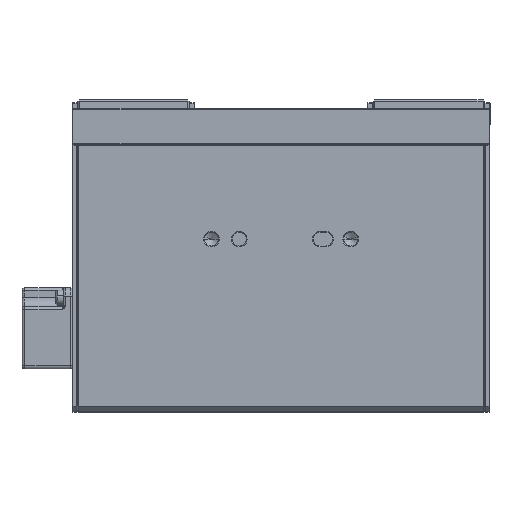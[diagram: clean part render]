
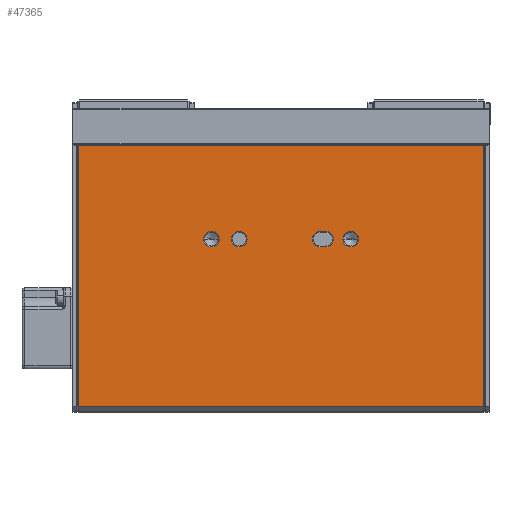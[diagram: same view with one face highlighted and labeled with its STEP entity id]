
A CAD part, top view. The second image highlights one B-rep face of the part: STEP entity #47365.
In plain terms, the highlighted planar face has unit normal (0, 0, 1).
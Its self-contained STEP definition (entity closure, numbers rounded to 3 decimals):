
#168 = EDGE_CURVE ( 'NONE', #45808, #6070, #7085, .T. ) ;
#284 = VERTEX_POINT ( 'NONE', #31440 ) ;
#314 = DIRECTION ( 'NONE',  ( 0., 0., -1. ) ) ;
#554 = VERTEX_POINT ( 'NONE', #37618 ) ;
#1936 = ORIENTED_EDGE ( 'NONE', *, *, #2609, .T. ) ;
#2609 = EDGE_CURVE ( 'NONE', #28575, #32011, #42673, .T. ) ;
#2665 = CARTESIAN_POINT ( 'NONE',  ( -25., 14., 25. ) ) ;
#3024 = CARTESIAN_POINT ( 'NONE',  ( 16., 14., 25. ) ) ;
#3868 = DIRECTION ( 'NONE',  ( -1., 0., 0. ) ) ;
#4062 = CARTESIAN_POINT ( 'NONE',  ( -17.8, 14., 25. ) ) ;
#4221 = CIRCLE ( 'NONE', #50367, 2.8 ) ;
#5069 = CARTESIAN_POINT ( 'NONE',  ( 73., -46., 25. ) ) ;
#5241 = EDGE_LOOP ( 'NONE', ( #42272, #28724 ) ) ;
#5259 = CARTESIAN_POINT ( 'NONE',  ( 72.7, -46., 25. ) ) ;
#5667 = ORIENTED_EDGE ( 'NONE', *, *, #12846, .T. ) ;
#6070 = VERTEX_POINT ( 'NONE', #10418 ) ;
#6168 = EDGE_CURVE ( 'NONE', #284, #554, #13678, .T. ) ;
#6621 = CARTESIAN_POINT ( 'NONE',  ( 72.7, 48., 25. ) ) ;
#7008 = AXIS2_PLACEMENT_3D ( 'NONE', #11395, #42857, #7538 ) ;
#7085 = CIRCLE ( 'NONE', #44165, 2.8 ) ;
#7323 = VERTEX_POINT ( 'NONE', #4062 ) ;
#7538 = DIRECTION ( 'NONE',  ( -1., 0., 0. ) ) ;
#7747 = CARTESIAN_POINT ( 'NONE',  ( 25., 14., 25. ) ) ;
#8001 = DIRECTION ( 'NONE',  ( 0., 0., -1. ) ) ;
#8145 = DIRECTION ( 'NONE',  ( -1., 0., 0. ) ) ;
#8146 = ORIENTED_EDGE ( 'NONE', *, *, #18335, .T. ) ;
#8412 = LINE ( 'NONE', #5069, #32271 ) ;
#9197 = CARTESIAN_POINT ( 'NONE',  ( 18.8, 14., 25. ) ) ;
#9379 = EDGE_CURVE ( 'NONE', #31311, #28575, #8412, .T. ) ;
#9772 = FACE_BOUND ( 'NONE', #35126, .T. ) ;
#10418 = CARTESIAN_POINT ( 'NONE',  ( 14., 16.8, 25. ) ) ;
#11042 = ORIENTED_EDGE ( 'NONE', *, *, #21941, .T. ) ;
#11139 = DIRECTION ( 'NONE',  ( -1., 0., 0. ) ) ;
#11216 = ORIENTED_EDGE ( 'NONE', *, *, #30040, .T. ) ;
#11281 = EDGE_CURVE ( 'NONE', #32901, #45808, #22628, .T. ) ;
#11395 = CARTESIAN_POINT ( 'NONE',  ( 25., 14., 25. ) ) ;
#11664 = DIRECTION ( 'NONE',  ( -1., 0., 0. ) ) ;
#12187 = CARTESIAN_POINT ( 'NONE',  ( -12.2, 14., 25. ) ) ;
#12819 = ORIENTED_EDGE ( 'NONE', *, *, #9379, .T. ) ;
#12846 = EDGE_CURVE ( 'NONE', #32011, #48703, #37346, .T. ) ;
#12857 = AXIS2_PLACEMENT_3D ( 'NONE', #38485, #314, #11664 ) ;
#13040 = VECTOR ( 'NONE', #22333, 1000. ) ;
#13387 = CARTESIAN_POINT ( 'NONE',  ( 73., 48., 25. ) ) ;
#13678 = CIRCLE ( 'NONE', #12857, 2.8 ) ;
#14145 = DIRECTION ( 'NONE',  ( -1., 0., 0. ) ) ;
#14153 = EDGE_CURVE ( 'NONE', #7323, #27007, #4221, .T. ) ;
#14495 = VERTEX_POINT ( 'NONE', #9197 ) ;
#14538 = EDGE_LOOP ( 'NONE', ( #35530, #11042 ) ) ;
#14798 = CARTESIAN_POINT ( 'NONE',  ( 16., 11.2, 25. ) ) ;
#15509 = CARTESIAN_POINT ( 'NONE',  ( -72.7, -46., 25. ) ) ;
#15947 = CARTESIAN_POINT ( 'NONE',  ( 14., 11.2, 25. ) ) ;
#16459 = AXIS2_PLACEMENT_3D ( 'NONE', #13387, #22116, #37849 ) ;
#16515 = AXIS2_PLACEMENT_3D ( 'NONE', #26791, #42015, #50769 ) ;
#16932 = DIRECTION ( 'NONE',  ( 1., 0., 0. ) ) ;
#16979 = EDGE_CURVE ( 'NONE', #14495, #32901, #38714, .T. ) ;
#18335 = EDGE_CURVE ( 'NONE', #554, #284, #23192, .T. ) ;
#18597 = DIRECTION ( 'NONE',  ( 1., 0., 0. ) ) ;
#19402 = EDGE_LOOP ( 'NONE', ( #22623, #11216, #40001, #24046, #33760 ) ) ;
#19764 = DIRECTION ( 'NONE',  ( 0., -1., 0. ) ) ;
#20049 = DIRECTION ( 'NONE',  ( -1., 0., 0. ) ) ;
#21135 = FACE_BOUND ( 'NONE', #5241, .T. ) ;
#21941 = EDGE_CURVE ( 'NONE', #27791, #31562, #33362, .T. ) ;
#22107 = DIRECTION ( 'NONE',  ( -1., 0., 0. ) ) ;
#22116 = DIRECTION ( 'NONE',  ( 0., 0., -1. ) ) ;
#22333 = DIRECTION ( 'NONE',  ( 0., 1., 0. ) ) ;
#22372 = DIRECTION ( 'NONE',  ( -1., 0., 0. ) ) ;
#22459 = CARTESIAN_POINT ( 'NONE',  ( 73., 16.8, 25. ) ) ;
#22623 = ORIENTED_EDGE ( 'NONE', *, *, #32575, .T. ) ;
#22624 = CARTESIAN_POINT ( 'NONE',  ( -15., 14., 25. ) ) ;
#22628 = LINE ( 'NONE', #37604, #35277 ) ;
#23192 = CIRCLE ( 'NONE', #50375, 2.8 ) ;
#23566 = ORIENTED_EDGE ( 'NONE', *, *, #37313, .T. ) ;
#24046 = ORIENTED_EDGE ( 'NONE', *, *, #11281, .T. ) ;
#24399 = CARTESIAN_POINT ( 'NONE',  ( -72.7, -46., 25. ) ) ;
#25230 = PLANE ( 'NONE',  #16459 ) ;
#25766 = AXIS2_PLACEMENT_3D ( 'NONE', #3024, #38333, #22107 ) ;
#25987 = DIRECTION ( 'NONE',  ( 0., 0., -1. ) ) ;
#26434 = CARTESIAN_POINT ( 'NONE',  ( 16., 16.8, 25. ) ) ;
#26576 = DIRECTION ( 'NONE',  ( 0., 0., -1. ) ) ;
#26791 = CARTESIAN_POINT ( 'NONE',  ( 16., 14., 25. ) ) ;
#27007 = VERTEX_POINT ( 'NONE', #12187 ) ;
#27156 = VECTOR ( 'NONE', #8145, 1000. ) ;
#27456 = EDGE_CURVE ( 'NONE', #31562, #27791, #38887, .T. ) ;
#27791 = VERTEX_POINT ( 'NONE', #30400 ) ;
#28575 = VERTEX_POINT ( 'NONE', #5259 ) ;
#28724 = ORIENTED_EDGE ( 'NONE', *, *, #14153, .T. ) ;
#29810 = CARTESIAN_POINT ( 'NONE',  ( 72.7, 47.7, 25. ) ) ;
#30040 = EDGE_CURVE ( 'NONE', #47945, #14495, #43015, .T. ) ;
#30400 = CARTESIAN_POINT ( 'NONE',  ( 22.2, 14., 25. ) ) ;
#31311 = VERTEX_POINT ( 'NONE', #15509 ) ;
#31440 = CARTESIAN_POINT ( 'NONE',  ( -27.8, 14., 25. ) ) ;
#31562 = VERTEX_POINT ( 'NONE', #41537 ) ;
#31635 = LINE ( 'NONE', #24399, #38618 ) ;
#32011 = VERTEX_POINT ( 'NONE', #29810 ) ;
#32271 = VECTOR ( 'NONE', #16932, 1000. ) ;
#32516 = VECTOR ( 'NONE', #18597, 1000. ) ;
#32575 = EDGE_CURVE ( 'NONE', #6070, #47945, #46423, .T. ) ;
#32901 = VERTEX_POINT ( 'NONE', #14798 ) ;
#32964 = FACE_BOUND ( 'NONE', #14538, .T. ) ;
#33362 = CIRCLE ( 'NONE', #7008, 2.8 ) ;
#33656 = EDGE_LOOP ( 'NONE', ( #5667, #23566, #12819, #1936 ) ) ;
#33760 = ORIENTED_EDGE ( 'NONE', *, *, #168, .T. ) ;
#35126 = EDGE_LOOP ( 'NONE', ( #8146, #44013 ) ) ;
#35277 = VECTOR ( 'NONE', #14145, 1000. ) ;
#35347 = CARTESIAN_POINT ( 'NONE',  ( -72.7, 47.7, 25. ) ) ;
#35530 = ORIENTED_EDGE ( 'NONE', *, *, #27456, .T. ) ;
#37313 = EDGE_CURVE ( 'NONE', #48703, #31311, #31635, .T. ) ;
#37346 = LINE ( 'NONE', #43474, #27156 ) ;
#37604 = CARTESIAN_POINT ( 'NONE',  ( 73., 11.2, 25. ) ) ;
#37618 = CARTESIAN_POINT ( 'NONE',  ( -22.2, 14., 25. ) ) ;
#37849 = DIRECTION ( 'NONE',  ( -1., 0., 0. ) ) ;
#38175 = CARTESIAN_POINT ( 'NONE',  ( 14., 14., 25. ) ) ;
#38191 = EDGE_CURVE ( 'NONE', #27007, #7323, #49390, .T. ) ;
#38333 = DIRECTION ( 'NONE',  ( 0., 0., -1. ) ) ;
#38485 = CARTESIAN_POINT ( 'NONE',  ( -25., 14., 25. ) ) ;
#38618 = VECTOR ( 'NONE', #19764, 1000. ) ;
#38714 = CIRCLE ( 'NONE', #16515, 2.8 ) ;
#38887 = CIRCLE ( 'NONE', #41257, 2.8 ) ;
#40001 = ORIENTED_EDGE ( 'NONE', *, *, #16979, .T. ) ;
#40382 = DIRECTION ( 'NONE',  ( 0., 0., -1. ) ) ;
#41257 = AXIS2_PLACEMENT_3D ( 'NONE', #7747, #8001, #3868 ) ;
#41469 = FACE_BOUND ( 'NONE', #19402, .T. ) ;
#41537 = CARTESIAN_POINT ( 'NONE',  ( 27.8, 14., 25. ) ) ;
#42015 = DIRECTION ( 'NONE',  ( 0., 0., -1. ) ) ;
#42272 = ORIENTED_EDGE ( 'NONE', *, *, #38191, .T. ) ;
#42673 = LINE ( 'NONE', #6621, #13040 ) ;
#42857 = DIRECTION ( 'NONE',  ( 0., 0., -1. ) ) ;
#43015 = CIRCLE ( 'NONE', #25766, 2.8 ) ;
#43474 = CARTESIAN_POINT ( 'NONE',  ( 73., 47.7, 25. ) ) ;
#44013 = ORIENTED_EDGE ( 'NONE', *, *, #6168, .T. ) ;
#44165 = AXIS2_PLACEMENT_3D ( 'NONE', #38175, #26576, #50784 ) ;
#44502 = AXIS2_PLACEMENT_3D ( 'NONE', #47883, #40382, #20049 ) ;
#45808 = VERTEX_POINT ( 'NONE', #15947 ) ;
#46423 = LINE ( 'NONE', #22459, #32516 ) ;
#47365 = ADVANCED_FACE ( 'NONE', ( #41469, #32964, #9772, #21135, #48706 ), #25230, .F. ) ;
#47883 = CARTESIAN_POINT ( 'NONE',  ( -15., 14., 25. ) ) ;
#47945 = VERTEX_POINT ( 'NONE', #26434 ) ;
#48703 = VERTEX_POINT ( 'NONE', #35347 ) ;
#48706 = FACE_OUTER_BOUND ( 'NONE', #33656, .T. ) ;
#49390 = CIRCLE ( 'NONE', #44502, 2.8 ) ;
#49847 = DIRECTION ( 'NONE',  ( 0., 0., -1. ) ) ;
#50367 = AXIS2_PLACEMENT_3D ( 'NONE', #22624, #25987, #22372 ) ;
#50375 = AXIS2_PLACEMENT_3D ( 'NONE', #2665, #49847, #11139 ) ;
#50769 = DIRECTION ( 'NONE',  ( -1., 0., 0. ) ) ;
#50784 = DIRECTION ( 'NONE',  ( -1., 0., 0. ) ) ;
